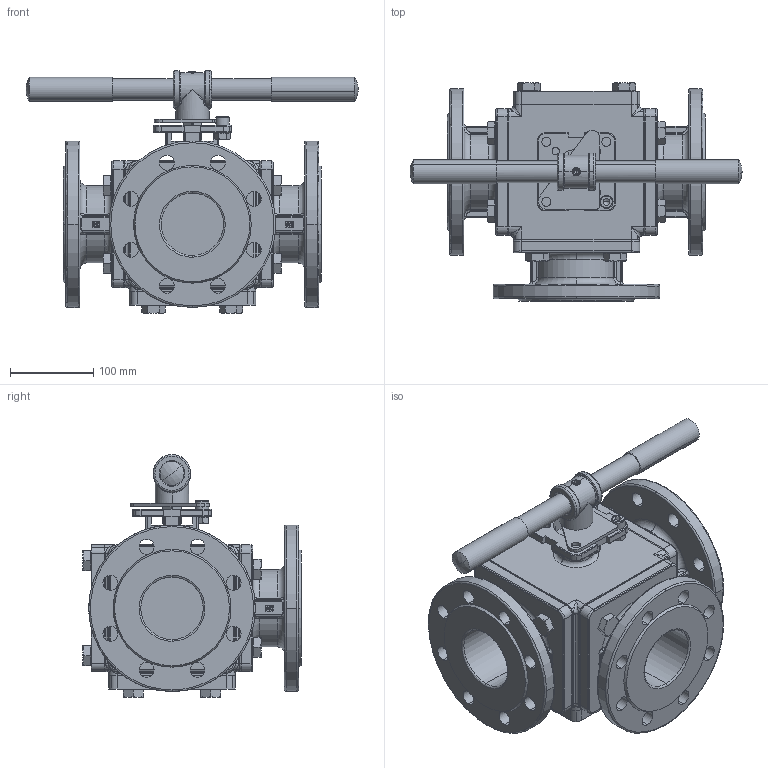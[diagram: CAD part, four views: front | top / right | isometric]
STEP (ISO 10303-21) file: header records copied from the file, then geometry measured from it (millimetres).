
FILE_DESCRIPTION(('HOOPS Exchange Step'),'2;1');
FILE_NAME('FK0900_PN16_DN80.stp','2025-08-29T14:26:06+02:00',('nieru'),('Unknown organisation'),'HOOPS Exchange 2024.2','HOOPS Exchange','Unknown authorisation');
FILE_SCHEMA( ('AP203_CONFIGURATION_CONTROLLED_3D_DESIGN_OF_MECHANICAL_PARTS_AND_ASSEMBLIES_MIM_LF') );
Length unit declared in the file: millimetre
Products named in the file (2): 0; root
Assembly tree (1 placements, depth 2):
  root
    0
Bounding box: 398.79 x 262 x 291.5 mm (x, y, z)
Volume: 7930332.3 mm3; surface area: 581800.3 mm2
Topology: 1 solids, 1 shells, 2193 faces, 5624 edges, 3569 vertices
Faces by surface type: plane 801, bspline 542, cylinder 518, cone 186, torus 130, sphere 16
Entity records: 82273 total; most frequent: CARTESIAN_POINT 33915, ORIENTED_EDGE 11188, DIRECTION 8097, EDGE_CURVE 5594, VERTEX_POINT 3569, AXIS2_PLACEMENT_3D 2854, EDGE_LOOP 2443, FACE_BOUND 2443
